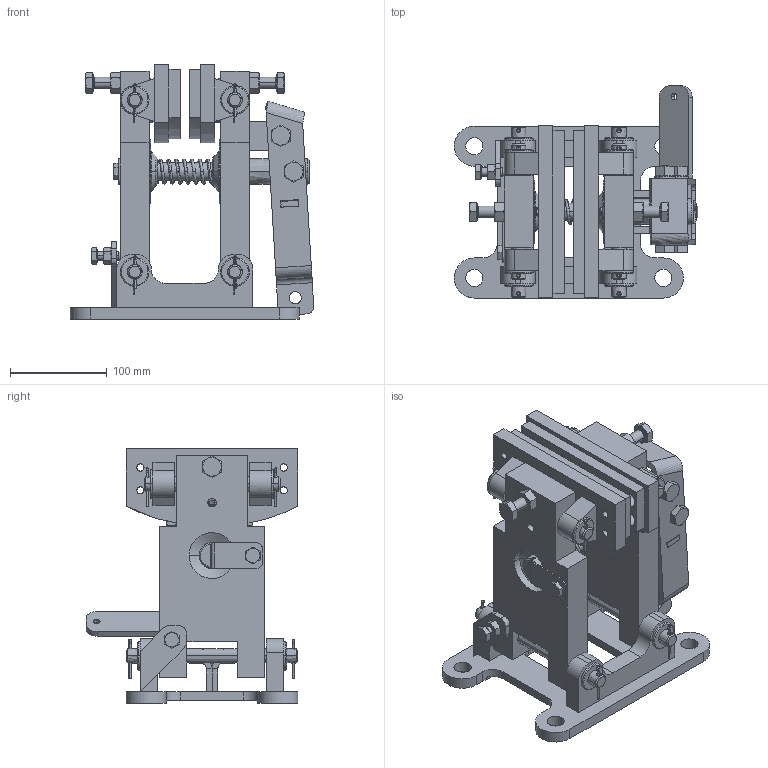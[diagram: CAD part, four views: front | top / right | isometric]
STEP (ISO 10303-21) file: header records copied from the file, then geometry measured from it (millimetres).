
FILE_DESCRIPTION(('FreeCAD Model'),'2;1');
FILE_NAME('Open CASCADE Shape Model','2025-05-04T08:08:10',('FreeCAD'),( 'FreeCAD'),'Open CASCADE STEP processor 7.6','FreeCAD','Unknown');
FILE_SCHEMA(('AUTOMOTIVE_DESIGN { 1 0 10303 214 1 1 1 1 }'));
Products named in the file (1): Open CASCADE STEP translator 7.6 1
Bounding box: 251.03 x 218.56 x 262.12 mm (x, y, z)
Volume: 2642893.7 mm3; surface area: 540100.6 mm2
Topology: 55 solids, 55 shells, 1124 faces, 2572 edges, 1591 vertices
Faces by surface type: bspline 1124
Entity records: 46362 total; most frequent: CARTESIAN_POINT 31186, ORIENTED_EDGE 5132, EDGE_CURVE 2566, VERTEX_POINT 1591, B_SPLINE_CURVE_WITH_KNOTS 1547, FACE_BOUND 1329, EDGE_LOOP 1329, ADVANCED_FACE 1124
